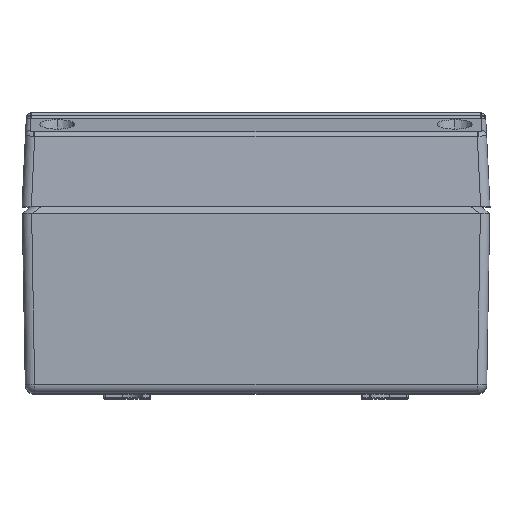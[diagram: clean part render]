
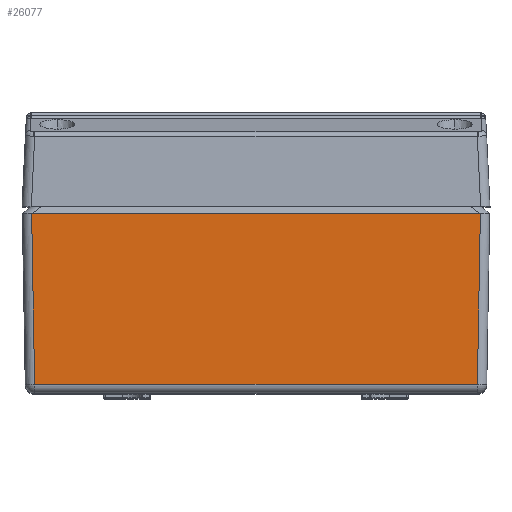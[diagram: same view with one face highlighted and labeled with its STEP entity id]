
A CAD part, top view. The second image highlights one B-rep face of the part: STEP entity #26077.
In plain terms, the highlighted planar face has unit normal (0, -0.018, 1).
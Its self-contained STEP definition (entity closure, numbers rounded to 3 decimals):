
#18665 = CARTESIAN_POINT ( 'NONE',  ( -47.301, -40.035, 49.301 ) ) ;
#18759 = VECTOR ( 'NONE', #18804, 1000. ) ;
#18760 = CARTESIAN_POINT ( 'NONE',  ( 49.267, -40.035, 49.301 ) ) ;
#18761 = LINE ( 'NONE', #18760, #18803 ) ;
#18769 = CARTESIAN_POINT ( 'NONE',  ( -48.001, 0.035, 50.001 ) ) ;
#18770 = LINE ( 'NONE', #18769, #18759 ) ;
#18784 = CARTESIAN_POINT ( 'NONE',  ( -47.833, -3.5, 49.939 ) ) ;
#18785 = DIRECTION ( 'NONE',  ( 0., -1., -0.017 ) ) ;
#18786 = DIRECTION ( 'NONE',  ( 0., -0.017, 1. ) ) ;
#18787 = CARTESIAN_POINT ( 'NONE',  ( -50., 0., 50. ) ) ;
#18789 = CARTESIAN_POINT ( 'NONE',  ( -47.939, -3.501, 49.939 ) ) ;
#18790 = CARTESIAN_POINT ( 'NONE',  ( -47.903, -3.5, 49.939 ) ) ;
#18791 = CARTESIAN_POINT ( 'NONE',  ( -47.868, -3.5, 49.939 ) ) ;
#18792 = CARTESIAN_POINT ( 'NONE',  ( -47.833, -3.5, 49.939 ) ) ;
#18793 = PLANE ( 'NONE',  #18796 ) ;
#18794 = CARTESIAN_POINT ( 'NONE',  ( 47.939, -3.501, 49.939 ) ) ;
#18795 =( BOUNDED_CURVE ( )  B_SPLINE_CURVE ( 3, ( #18792, #18791, #18790, #18789 ),
 .UNSPECIFIED., .F., .T. ) 
 B_SPLINE_CURVE_WITH_KNOTS ( ( 4, 4 ),
 ( 0.71, 0.733 ),
 .UNSPECIFIED. ) 
 CURVE ( )  GEOMETRIC_REPRESENTATION_ITEM ( )  RATIONAL_B_SPLINE_CURVE ( ( 1., 1., 1., 1. ) ) 
 REPRESENTATION_ITEM ( '' )  );
#18796 = AXIS2_PLACEMENT_3D ( 'NONE', #18787, #18786, #18785 ) ;
#18800 = FACE_OUTER_BOUND ( 'NONE', #26093, .T. ) ;
#18802 = DIRECTION ( 'NONE',  ( 1., 0., 0. ) ) ;
#18803 = VECTOR ( 'NONE', #18802, 1000. ) ;
#18804 = DIRECTION ( 'NONE',  ( 0.017, -1., -0.017 ) ) ;
#18809 = CARTESIAN_POINT ( 'NONE',  ( 47.833, -3.5, 49.939 ) ) ;
#18812 = DIRECTION ( 'NONE',  ( -1., 0., 0. ) ) ;
#18813 = VECTOR ( 'NONE', #18812, 1000. ) ;
#18816 = CARTESIAN_POINT ( 'NONE',  ( -49.965, -3.5, 49.939 ) ) ;
#18817 = LINE ( 'NONE', #18816, #18813 ) ;
#18818 = DIRECTION ( 'NONE',  ( 0.017, 1., 0.017 ) ) ;
#18819 = VECTOR ( 'NONE', #18818, 1000. ) ;
#18820 = CARTESIAN_POINT ( 'NONE',  ( 47.833, -3.5, 49.939 ) ) ;
#18821 = CARTESIAN_POINT ( 'NONE',  ( 47.868, -3.5, 49.939 ) ) ;
#18822 = CARTESIAN_POINT ( 'NONE',  ( 47.903, -3.5, 49.939 ) ) ;
#18823 = CARTESIAN_POINT ( 'NONE',  ( 47.939, -3.501, 49.939 ) ) ;
#18824 = CARTESIAN_POINT ( 'NONE',  ( -47.939, -3.501, 49.939 ) ) ;
#18825 =( BOUNDED_CURVE ( )  B_SPLINE_CURVE ( 3, ( #18823, #18822, #18821, #18820 ),
 .UNSPECIFIED., .F., .T. ) 
 B_SPLINE_CURVE_WITH_KNOTS ( ( 4, 4 ),
 ( 2.408, 2.432 ),
 .UNSPECIFIED. ) 
 CURVE ( )  GEOMETRIC_REPRESENTATION_ITEM ( )  RATIONAL_B_SPLINE_CURVE ( ( 1., 1., 1., 1. ) ) 
 REPRESENTATION_ITEM ( '' )  );
#18826 = CARTESIAN_POINT ( 'NONE',  ( 47.301, -40.035, 49.301 ) ) ;
#18827 = CARTESIAN_POINT ( 'NONE',  ( 47.97, -1.71, 49.97 ) ) ;
#18828 = LINE ( 'NONE', #18827, #18819 ) ;
#26021 = VERTEX_POINT ( 'NONE', #18665 ) ;
#26067 = ORIENTED_EDGE ( 'NONE', *, *, #26076, .T. ) ;
#26068 = EDGE_CURVE ( 'NONE', #26084, #26021, #18770, .T. ) ;
#26069 = EDGE_CURVE ( 'NONE', #26021, #26091, #18761, .T. ) ;
#26070 = ORIENTED_EDGE ( 'NONE', *, *, #26069, .T. ) ;
#26074 = ORIENTED_EDGE ( 'NONE', *, *, #26081, .T. ) ;
#26075 = ORIENTED_EDGE ( 'NONE', *, *, #26068, .T. ) ;
#26076 = EDGE_CURVE ( 'NONE', #26079, #26084, #18795, .T. ) ;
#26077 = ADVANCED_FACE ( 'NONE', ( #18800 ), #18793, .T. ) ;
#26078 = ORIENTED_EDGE ( 'NONE', *, *, #26083, .T. ) ;
#26079 = VERTEX_POINT ( 'NONE', #18784 ) ;
#26080 = EDGE_CURVE ( 'NONE', #26087, #26088, #18825, .T. ) ;
#26081 = EDGE_CURVE ( 'NONE', #26091, #26087, #18828, .T. ) ;
#26082 = ORIENTED_EDGE ( 'NONE', *, *, #26080, .T. ) ;
#26083 = EDGE_CURVE ( 'NONE', #26088, #26079, #18817, .T. ) ;
#26084 = VERTEX_POINT ( 'NONE', #18824 ) ;
#26087 = VERTEX_POINT ( 'NONE', #18794 ) ;
#26088 = VERTEX_POINT ( 'NONE', #18809 ) ;
#26091 = VERTEX_POINT ( 'NONE', #18826 ) ;
#26093 = EDGE_LOOP ( 'NONE', ( #26074, #26082, #26078, #26067, #26075, #26070 ) ) ;
